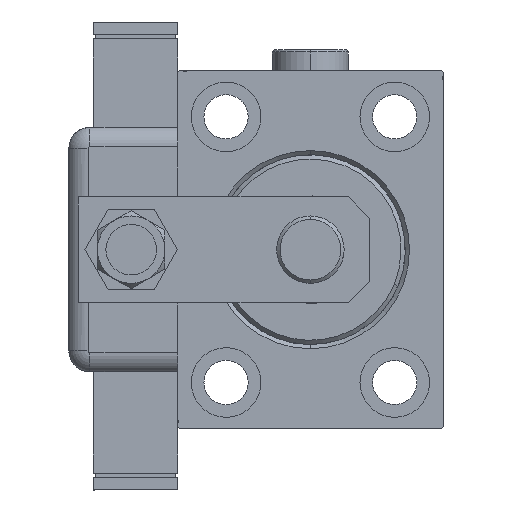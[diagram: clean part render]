
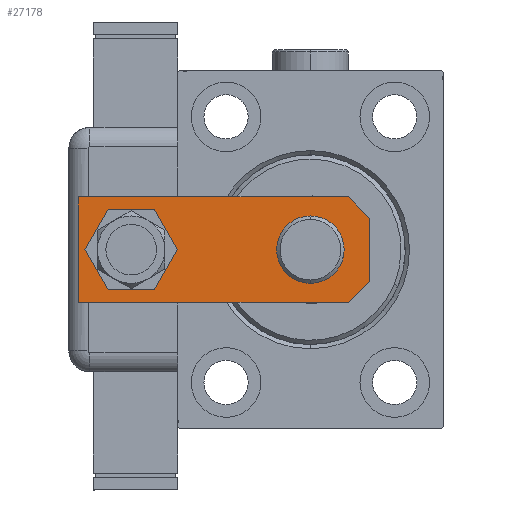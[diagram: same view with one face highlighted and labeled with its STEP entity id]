
A CAD part, left-side view. The second image highlights one B-rep face of the part: STEP entity #27178.
In plain terms, the highlighted face is planar.
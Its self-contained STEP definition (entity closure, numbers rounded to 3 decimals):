
#545 = ORIENTED_EDGE ( 'NONE', *, *, #38247, .T. ) ;
#1147 = VERTEX_POINT ( 'NONE', #26233 ) ;
#2379 = VERTEX_POINT ( 'NONE', #4391 ) ;
#2677 = CARTESIAN_POINT ( 'NONE',  ( 0., 56.5, 0. ) ) ;
#4391 = CARTESIAN_POINT ( 'NONE',  ( -7.5, 0., 0. ) ) ;
#5230 = EDGE_CURVE ( 'NONE', #2379, #1147, #34452, .T. ) ;
#6759 = CARTESIAN_POINT ( 'NONE',  ( -12.5, 69., 0. ) ) ;
#7329 = DIRECTION ( 'NONE',  ( 0., 0., 1. ) ) ;
#7653 = AXIS2_PLACEMENT_3D ( 'NONE', #16577, #44844, #50115 ) ;
#8628 = AXIS2_PLACEMENT_3D ( 'NONE', #34664, #21603, #11065 ) ;
#9602 = CIRCLE ( 'NONE', #61209, 7. ) ;
#10308 = CIRCLE ( 'NONE', #29146, 7. ) ;
#10472 = EDGE_LOOP ( 'NONE', ( #11418, #39078 ) ) ;
#11065 = DIRECTION ( 'NONE',  ( 1., 0., 0. ) ) ;
#11418 = ORIENTED_EDGE ( 'NONE', *, *, #26475, .T. ) ;
#11578 = EDGE_CURVE ( 'NONE', #2379, #59858, #46052, .T. ) ;
#12607 = CIRCLE ( 'NONE', #7653, 7. ) ;
#13971 = ORIENTED_EDGE ( 'NONE', *, *, #39330, .F. ) ;
#15314 = VECTOR ( 'NONE', #58060, 1000. ) ;
#15717 = FACE_BOUND ( 'NONE', #10472, .T. ) ;
#16492 = DIRECTION ( 'NONE',  ( 0., 1., 0. ) ) ;
#16577 = CARTESIAN_POINT ( 'NONE',  ( 0., 13., 0. ) ) ;
#17710 = ORIENTED_EDGE ( 'NONE', *, *, #11578, .T. ) ;
#17949 = CARTESIAN_POINT ( 'NONE',  ( -12.5, 69., 0. ) ) ;
#20865 = DIRECTION ( 'NONE',  ( 1., 0., 0. ) ) ;
#21603 = DIRECTION ( 'NONE',  ( 0., 0., 1. ) ) ;
#22087 = VECTOR ( 'NONE', #44552, 1000. ) ;
#22144 = CARTESIAN_POINT ( 'NONE',  ( -7.5, 0., 0. ) ) ;
#24667 = DIRECTION ( 'NONE',  ( 1., 0., 0. ) ) ;
#25192 = VECTOR ( 'NONE', #32263, 1000. ) ;
#25658 = VERTEX_POINT ( 'NONE', #50408 ) ;
#26233 = CARTESIAN_POINT ( 'NONE',  ( 7.5, 0., 0. ) ) ;
#26475 = EDGE_CURVE ( 'NONE', #47354, #39316, #12607, .T. ) ;
#26703 = EDGE_CURVE ( 'NONE', #35746, #56407, #34837, .T. ) ;
#27178 = ADVANCED_FACE ( 'NONE', ( #58889, #49563, #15717 ), #54537, .F. ) ;
#28783 = AXIS2_PLACEMENT_3D ( 'NONE', #2677, #7329, #44913 ) ;
#29146 = AXIS2_PLACEMENT_3D ( 'NONE', #45388, #40731, #20865 ) ;
#29668 = CARTESIAN_POINT ( 'NONE',  ( 7., 13., 0. ) ) ;
#29795 = CARTESIAN_POINT ( 'NONE',  ( -12.5, 0., 0. ) ) ;
#31012 = ORIENTED_EDGE ( 'NONE', *, *, #5230, .F. ) ;
#32263 = DIRECTION ( 'NONE',  ( 0., -1., 0. ) ) ;
#32602 = CARTESIAN_POINT ( 'NONE',  ( 12.5, 5., 0. ) ) ;
#32779 = VERTEX_POINT ( 'NONE', #55960 ) ;
#34452 = LINE ( 'NONE', #29795, #15314 ) ;
#34664 = CARTESIAN_POINT ( 'NONE',  ( 0., 0., 0. ) ) ;
#34836 = CARTESIAN_POINT ( 'NONE',  ( 12.5, 69., 0. ) ) ;
#34837 = LINE ( 'NONE', #43857, #48327 ) ;
#35620 = EDGE_CURVE ( 'NONE', #35746, #1147, #60863, .T. ) ;
#35710 = CIRCLE ( 'NONE', #28783, 7. ) ;
#35746 = VERTEX_POINT ( 'NONE', #53057 ) ;
#36492 = ORIENTED_EDGE ( 'NONE', *, *, #26703, .F. ) ;
#38247 = EDGE_CURVE ( 'NONE', #32779, #25658, #35710, .T. ) ;
#39078 = ORIENTED_EDGE ( 'NONE', *, *, #42117, .T. ) ;
#39316 = VERTEX_POINT ( 'NONE', #29668 ) ;
#39330 = EDGE_CURVE ( 'NONE', #56407, #45843, #44257, .T. ) ;
#40667 = LINE ( 'NONE', #17949, #25192 ) ;
#40731 = DIRECTION ( 'NONE',  ( 0., 0., 1. ) ) ;
#42117 = EDGE_CURVE ( 'NONE', #39316, #47354, #10308, .T. ) ;
#42225 = DIRECTION ( 'NONE',  ( -0.707, -0.707, 0. ) ) ;
#42423 = EDGE_CURVE ( 'NONE', #45843, #59858, #40667, .T. ) ;
#43857 = CARTESIAN_POINT ( 'NONE',  ( 12.5, 0., 0. ) ) ;
#44257 = LINE ( 'NONE', #57932, #22087 ) ;
#44552 = DIRECTION ( 'NONE',  ( -1., 0., 0. ) ) ;
#44844 = DIRECTION ( 'NONE',  ( 0., 0., 1. ) ) ;
#44913 = DIRECTION ( 'NONE',  ( 1., 0., 0. ) ) ;
#45388 = CARTESIAN_POINT ( 'NONE',  ( 0., 13., 0. ) ) ;
#45843 = VERTEX_POINT ( 'NONE', #6759 ) ;
#46052 = LINE ( 'NONE', #22144, #46850 ) ;
#46850 = VECTOR ( 'NONE', #50112, 1000. ) ;
#47354 = VERTEX_POINT ( 'NONE', #55473 ) ;
#47666 = ORIENTED_EDGE ( 'NONE', *, *, #35620, .T. ) ;
#48327 = VECTOR ( 'NONE', #16492, 1000. ) ;
#48780 = ORIENTED_EDGE ( 'NONE', *, *, #53000, .T. ) ;
#49563 = FACE_BOUND ( 'NONE', #55794, .T. ) ;
#50112 = DIRECTION ( 'NONE',  ( -0.707, 0.707, 0. ) ) ;
#50115 = DIRECTION ( 'NONE',  ( 1., 0., 0. ) ) ;
#50408 = CARTESIAN_POINT ( 'NONE',  ( 7., 56.5, 0. ) ) ;
#50645 = ORIENTED_EDGE ( 'NONE', *, *, #42423, .F. ) ;
#52924 = CARTESIAN_POINT ( 'NONE',  ( 0., 56.5, 0. ) ) ;
#53000 = EDGE_CURVE ( 'NONE', #25658, #32779, #9602, .T. ) ;
#53057 = CARTESIAN_POINT ( 'NONE',  ( 12.5, 5., 0. ) ) ;
#54537 = PLANE ( 'NONE',  #8628 ) ;
#55473 = CARTESIAN_POINT ( 'NONE',  ( -7., 13., 0. ) ) ;
#55794 = EDGE_LOOP ( 'NONE', ( #545, #48780 ) ) ;
#55960 = CARTESIAN_POINT ( 'NONE',  ( -7., 56.5, 0. ) ) ;
#56407 = VERTEX_POINT ( 'NONE', #34836 ) ;
#57932 = CARTESIAN_POINT ( 'NONE',  ( 12.5, 69., 0. ) ) ;
#58060 = DIRECTION ( 'NONE',  ( 1., 0., 0. ) ) ;
#58204 = DIRECTION ( 'NONE',  ( 0., 0., 1. ) ) ;
#58457 = VECTOR ( 'NONE', #42225, 1000. ) ;
#58889 = FACE_OUTER_BOUND ( 'NONE', #59811, .T. ) ;
#59811 = EDGE_LOOP ( 'NONE', ( #31012, #17710, #50645, #13971, #36492, #47666 ) ) ;
#59858 = VERTEX_POINT ( 'NONE', #60949 ) ;
#60863 = LINE ( 'NONE', #32602, #58457 ) ;
#60949 = CARTESIAN_POINT ( 'NONE',  ( -12.5, 5., 0. ) ) ;
#61209 = AXIS2_PLACEMENT_3D ( 'NONE', #52924, #58204, #24667 ) ;
